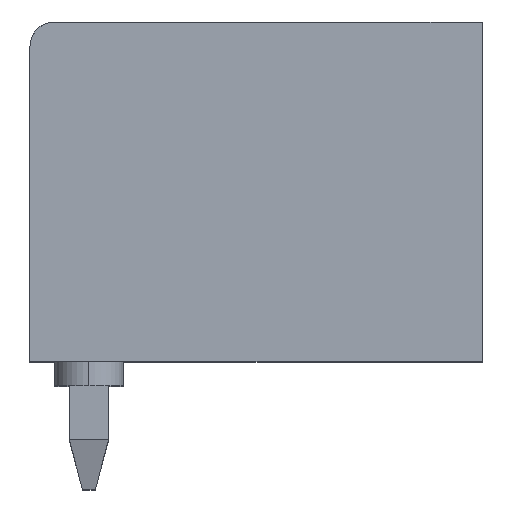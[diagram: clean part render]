
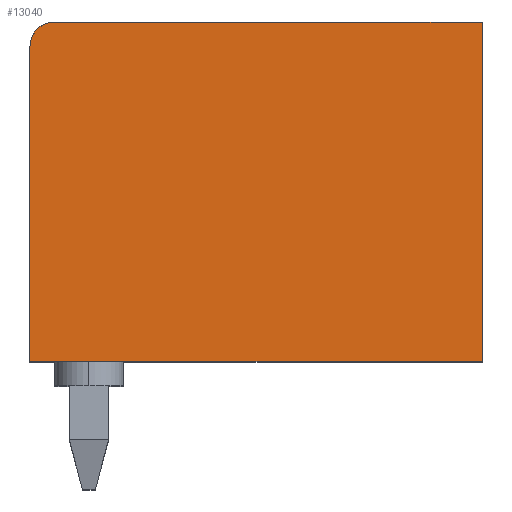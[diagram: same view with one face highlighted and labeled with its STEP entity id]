
A CAD part, top view. The second image highlights one B-rep face of the part: STEP entity #13040.
In plain terms, the highlighted planar face has unit normal (0, 0, 1).
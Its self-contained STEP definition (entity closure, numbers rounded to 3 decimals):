
#9210=CARTESIAN_POINT('',(-62.201,-2.817,0.43
));
#9220=VERTEX_POINT('',#9210);
#9250=CARTESIAN_POINT('',(-62.201,2.421,0.43)
);
#9260=DIRECTION('',(0.,-1.,0.));
#9270=VECTOR('',#9260,1.);
#9280=LINE('',#9250,#9270);
#9290=CARTESIAN_POINT('',(-62.201,4.083,0.43)
);
#9300=VERTEX_POINT('',#9290);
#9310=EDGE_CURVE('',#9300,#9220,#9280,.T.);
#12230=CARTESIAN_POINT('',(-66.93,4.083,
0.43));
#12240=DIRECTION('',(-1.,0.,0.));
#12250=VECTOR('',#12240,1.);
#12260=LINE('',#12230,#12250);
#12270=CARTESIAN_POINT('',(-70.901,4.083,
0.43));
#12280=VERTEX_POINT('',#12270);
#12290=EDGE_CURVE('',#9300,#12280,#12260,.T.);
#12720=CARTESIAN_POINT('',(-65.31,0.183,
0.43));
#12730=DIRECTION('',(0.,0.,1.));
#12740=DIRECTION('',(-1.,0.,0.));
#12750=AXIS2_PLACEMENT_3D('',#12720,#12730,#12740);
#12760=PLANE('',#12750);
#12770=CARTESIAN_POINT('',(-66.93,-2.817,
0.43));
#12780=DIRECTION('',(-1.,0.,0.));
#12790=VECTOR('',#12780,1.);
#12800=LINE('',#12770,#12790);
#12810=CARTESIAN_POINT('',(-71.401,-2.817,
0.43));
#12820=VERTEX_POINT('',#12810);
#12830=EDGE_CURVE('',#9220,#12820,#12800,.T.);
#12840=ORIENTED_EDGE('',*,*,#12830,.F.);
#12850=CARTESIAN_POINT('',(-71.401,2.421,
0.43));
#12860=DIRECTION('',(0.,1.,0.));
#12870=VECTOR('',#12860,1.);
#12880=LINE('',#12850,#12870);
#12890=CARTESIAN_POINT('',(-71.401,3.583,
0.43));
#12900=VERTEX_POINT('',#12890);
#12910=EDGE_CURVE('',#12820,#12900,#12880,.T.);
#12920=ORIENTED_EDGE('',*,*,#12910,.F.);
#12930=CARTESIAN_POINT('',(-70.901,3.583,
0.43));
#12940=DIRECTION('',(0.,0.,-1.));
#12950=DIRECTION('',(0.,-1.,0.));
#12960=AXIS2_PLACEMENT_3D('',#12930,#12940,#12950);
#12970=CIRCLE('',#12960,0.5);
#12980=EDGE_CURVE('',#12900,#12280,#12970,.T.);
#12990=ORIENTED_EDGE('',*,*,#12980,.F.);
#13000=ORIENTED_EDGE('',*,*,#12290,.T.);
#13010=ORIENTED_EDGE('',*,*,#9310,.F.);
#13020=EDGE_LOOP('',(#13010,#13000,#12990,#12920,#12840));
#13030=FACE_OUTER_BOUND('',#13020,.T.);
#13040=ADVANCED_FACE('',(#13030),#12760,.T.);
